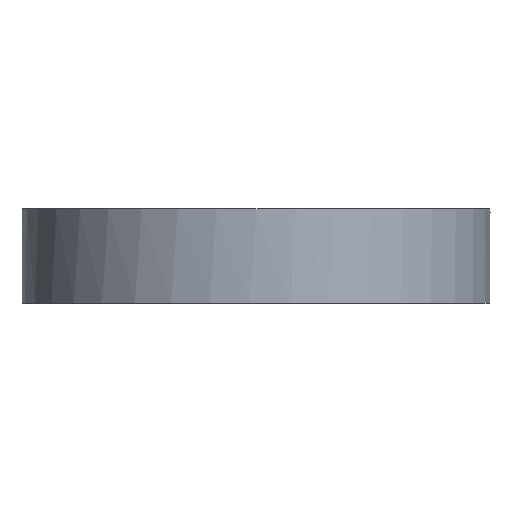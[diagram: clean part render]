
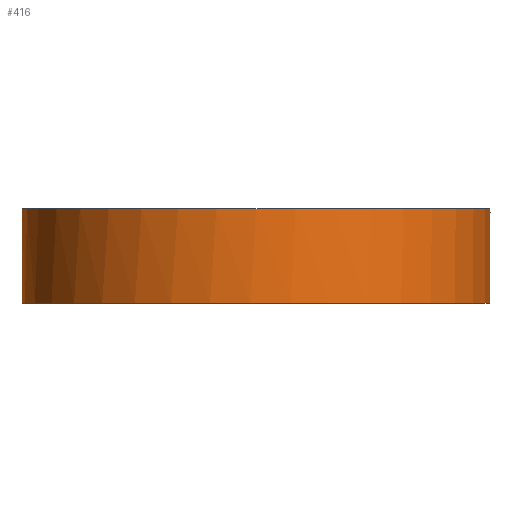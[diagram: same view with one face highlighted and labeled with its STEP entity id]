
A CAD part, left-side view. The second image highlights one B-rep face of the part: STEP entity #416.
In plain terms, the highlighted cylindrical face has radius 42.608 mm (diameter 85.217 mm), a full revolution.
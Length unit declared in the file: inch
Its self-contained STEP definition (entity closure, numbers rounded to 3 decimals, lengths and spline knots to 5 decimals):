
#22=B_SPLINE_CURVE_WITH_KNOTS('',3,(#646,#647,#648,#649,#650,#651,#652,
#653,#654,#655,#656,#657,#658,#659),.UNSPECIFIED.,.F.,.F.,(4,2,2,2,2,2,
4),(0.12545,0.14928,0.22392,0.29856,
0.3732,0.44784,0.47168),.UNSPECIFIED.);
#24=B_SPLINE_CURVE_WITH_KNOTS('',3,(#681,#682,#683,#684,#685,#686,#687,
#688),.UNSPECIFIED.,.F.,.F.,(4,2,2,4),(0.89569,0.97033,
1.04497,1.0688),.UNSPECIFIED.);
#25=B_SPLINE_CURVE_WITH_KNOTS('',3,(#690,#691,#692,#693,#694,#695,#696,
#697),.UNSPECIFIED.,.F.,.F.,(4,2,2,4),(0.72258,0.74641,
0.82105,0.89569),.UNSPECIFIED.);
#43=CYLINDRICAL_SURFACE('',#491,1.6775);
#68=FACE_BOUND('',#153,.T.);
#104=FACE_OUTER_BOUND('',#152,.T.);
#152=EDGE_LOOP('',(#337,#338,#339,#340,#341));
#153=EDGE_LOOP('',(#342));
#181=CIRCLE('',#463,1.6775);
#199=CIRCLE('',#492,1.6775);
#200=CIRCLE('',#493,1.6775);
#210=VERTEX_POINT('',#644);
#211=VERTEX_POINT('',#645);
#214=VERTEX_POINT('',#679);
#215=VERTEX_POINT('',#680);
#216=VERTEX_POINT('',#689);
#237=VERTEX_POINT('',#769);
#247=EDGE_CURVE('',#210,#211,#22,.T.);
#251=EDGE_CURVE('',#214,#215,#24,.T.);
#252=EDGE_CURVE('',#216,#214,#25,.T.);
#259=EDGE_CURVE('',#215,#210,#181,.T.);
#277=EDGE_CURVE('',#211,#216,#199,.T.);
#278=EDGE_CURVE('',#237,#237,#200,.T.);
#337=ORIENTED_EDGE('',*,*,#247,.T.);
#338=ORIENTED_EDGE('',*,*,#277,.T.);
#339=ORIENTED_EDGE('',*,*,#252,.T.);
#340=ORIENTED_EDGE('',*,*,#251,.T.);
#341=ORIENTED_EDGE('',*,*,#259,.T.);
#342=ORIENTED_EDGE('',*,*,#278,.F.);
#416=ADVANCED_FACE('',(#104,#68),#43,.T.);
#463=AXIS2_PLACEMENT_3D('',#722,#550,#551);
#491=AXIS2_PLACEMENT_3D('',#767,#606,#607);
#492=AXIS2_PLACEMENT_3D('',#768,#608,#609);
#493=AXIS2_PLACEMENT_3D('',#770,#610,#611);
#550=DIRECTION('center_axis',(0.,0.,-1.));
#551=DIRECTION('ref_axis',(-1.,0.,0.));
#606=DIRECTION('center_axis',(0.,0.,1.));
#607=DIRECTION('ref_axis',(-1.,0.,0.));
#608=DIRECTION('center_axis',(0.,0.,-1.));
#609=DIRECTION('ref_axis',(-1.,0.,0.));
#610=DIRECTION('center_axis',(0.,0.,-1.));
#611=DIRECTION('ref_axis',(-1.,0.,0.));
#644=CARTESIAN_POINT('',(-0.06148,1.67637,0.68));
#645=CARTESIAN_POINT('',(0.06148,1.67637,0.68));
#646=CARTESIAN_POINT('Ctrl Pts',(-0.06148,1.67637,0.68));
#647=CARTESIAN_POINT('Ctrl Pts',(-0.05949,1.67645,0.67745));
#648=CARTESIAN_POINT('Ctrl Pts',(-0.05737,1.67652,0.67506));
#649=CARTESIAN_POINT('Ctrl Pts',(-0.04823,1.67682,0.66592));
#650=CARTESIAN_POINT('Ctrl Pts',(-0.03946,1.67706,0.65992));
#651=CARTESIAN_POINT('Ctrl Pts',(-0.02024,1.67741,0.65196));
#652=CARTESIAN_POINT('Ctrl Pts',(-0.0098,1.6775,0.65));
#653=CARTESIAN_POINT('Ctrl Pts',(0.0098,1.6775,0.65));
#654=CARTESIAN_POINT('Ctrl Pts',(0.02024,1.67741,0.65196));
#655=CARTESIAN_POINT('Ctrl Pts',(0.03946,1.67706,0.65992));
#656=CARTESIAN_POINT('Ctrl Pts',(0.04823,1.67682,0.66592));
#657=CARTESIAN_POINT('Ctrl Pts',(0.05737,1.67652,0.67506));
#658=CARTESIAN_POINT('Ctrl Pts',(0.05949,1.67645,0.67745));
#659=CARTESIAN_POINT('Ctrl Pts',(0.06148,1.67637,0.68));
#679=CARTESIAN_POINT('',(0.,-1.6775,0.65));
#680=CARTESIAN_POINT('',(-0.06148,-1.67637,0.68));
#681=CARTESIAN_POINT('Ctrl Pts',(0.,-1.6775,0.65));
#682=CARTESIAN_POINT('Ctrl Pts',(-0.0098,-1.6775,0.65));
#683=CARTESIAN_POINT('Ctrl Pts',(-0.02024,-1.67741,
0.65196));
#684=CARTESIAN_POINT('Ctrl Pts',(-0.03946,-1.67706,0.65992));
#685=CARTESIAN_POINT('Ctrl Pts',(-0.04823,-1.67682,
0.66592));
#686=CARTESIAN_POINT('Ctrl Pts',(-0.05737,-1.67652,0.67506));
#687=CARTESIAN_POINT('Ctrl Pts',(-0.05949,-1.67645,
0.67745));
#688=CARTESIAN_POINT('Ctrl Pts',(-0.06148,-1.67637,
0.68));
#689=CARTESIAN_POINT('',(0.06148,-1.67637,0.68));
#690=CARTESIAN_POINT('Ctrl Pts',(0.06148,-1.67637,0.68));
#691=CARTESIAN_POINT('Ctrl Pts',(0.05949,-1.67645,0.67745));
#692=CARTESIAN_POINT('Ctrl Pts',(0.05737,-1.67652,0.67506));
#693=CARTESIAN_POINT('Ctrl Pts',(0.04823,-1.67682,0.66592));
#694=CARTESIAN_POINT('Ctrl Pts',(0.03946,-1.67706,0.65992));
#695=CARTESIAN_POINT('Ctrl Pts',(0.02024,-1.67741,0.65196));
#696=CARTESIAN_POINT('Ctrl Pts',(0.0098,-1.6775,0.65));
#697=CARTESIAN_POINT('Ctrl Pts',(0.,-1.6775,0.65));
#722=CARTESIAN_POINT('Origin',(0.,0.,0.68));
#767=CARTESIAN_POINT('Origin',(0.,0.,0.));
#768=CARTESIAN_POINT('Origin',(0.,0.,0.68));
#769=CARTESIAN_POINT('',(1.6775,0.,0.));
#770=CARTESIAN_POINT('Origin',(0.,0.,0.));
